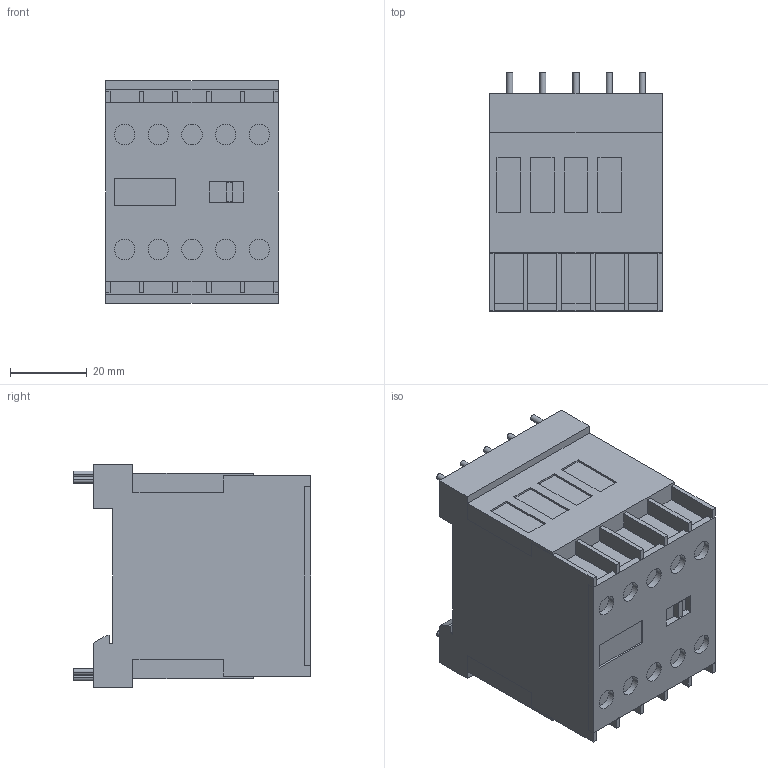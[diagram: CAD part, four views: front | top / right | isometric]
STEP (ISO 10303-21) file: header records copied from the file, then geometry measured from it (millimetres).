
FILE_DESCRIPTION(('starvars output'),'2;1');
FILE_NAME('LP1K12105BD_3D.stp','13:00:04 2020/03/31',( 'Thomas Industrial Network Germany GmbH'),( 'Thomas Industrial Network Germany GmbH'),'unknown preprocess','ACIS' ,'unknown authorization');
FILE_SCHEMA(('AUTOMOTIVE_DESIGN_CC2 {UNKNOWN IMPLEMENTATION LEVEL}'));
Length unit declared in the file: millimetre
Products named in the file (2): PRODUCT_ID_287; PRODUCT_ID_288
Bounding box: 45 x 62 x 58 mm (x, y, z)
Volume: 124256.3 mm3; surface area: 23233.3 mm2
Topology: 2 solids, 6 shells, 231 faces, 597 edges, 398 vertices
Faces by surface type: plane 191, cylinder 40
Entity records: 8343 total; most frequent: ORIENTED_EDGE 1194, CARTESIAN_POINT 1080, DIRECTION 895, EDGE_CURVE 597, VECTOR 469, LINE 469, VERTEX_POINT 398, EDGE_LOOP 273
